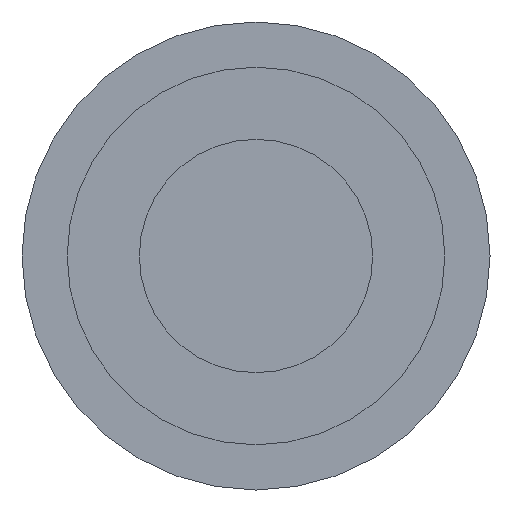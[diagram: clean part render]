
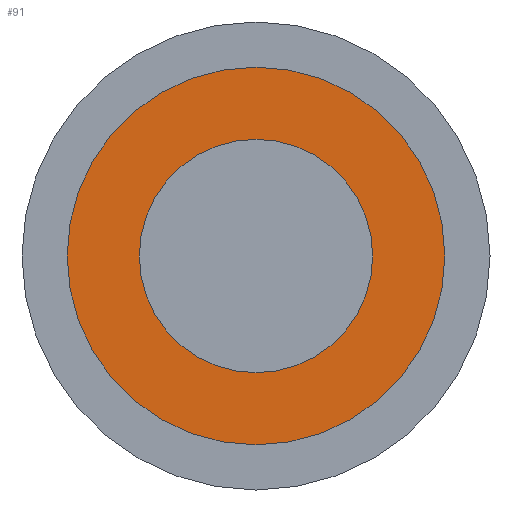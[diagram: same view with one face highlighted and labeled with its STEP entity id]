
A CAD part, front view. The second image highlights one B-rep face of the part: STEP entity #91.
In plain terms, the highlighted planar face has unit normal (0, -1, 0).
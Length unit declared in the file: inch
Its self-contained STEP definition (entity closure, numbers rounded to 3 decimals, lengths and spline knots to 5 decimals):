
#16=FACE_BOUND('',#36,.T.);
#20=PLANE('',#126);
#27=FACE_OUTER_BOUND('',#35,.T.);
#35=EDGE_LOOP('',(#80));
#36=EDGE_LOOP('',(#81));
#43=CIRCLE('',#115,0.14961);
#48=CIRCLE('',#124,0.24213);
#49=VERTEX_POINT('',#160);
#54=VERTEX_POINT('',#176);
#55=EDGE_CURVE('',#49,#49,#43,.T.);
#63=EDGE_CURVE('',#54,#54,#48,.T.);
#80=ORIENTED_EDGE('',*,*,#63,.F.);
#81=ORIENTED_EDGE('',*,*,#55,.T.);
#91=ADVANCED_FACE('',(#27,#16),#20,.F.);
#115=AXIS2_PLACEMENT_3D('',#161,#131,#132);
#124=AXIS2_PLACEMENT_3D('',#178,#152,#153);
#126=AXIS2_PLACEMENT_3D('',#180,#156,#157);
#131=DIRECTION('center_axis',(0.,1.,0.));
#132=DIRECTION('ref_axis',(1.,0.,0.));
#152=DIRECTION('center_axis',(0.,1.,0.));
#153=DIRECTION('ref_axis',(-1.,0.,0.));
#156=DIRECTION('center_axis',(0.,1.,0.));
#157=DIRECTION('ref_axis',(0.,0.,1.));
#160=CARTESIAN_POINT('',(-0.14961,0.,0.));
#161=CARTESIAN_POINT('Origin',(0.,0.,0.));
#176=CARTESIAN_POINT('',(0.24213,0.,0.));
#178=CARTESIAN_POINT('Origin',(0.,0.,0.));
#180=CARTESIAN_POINT('Origin',(0.,0.,0.));
